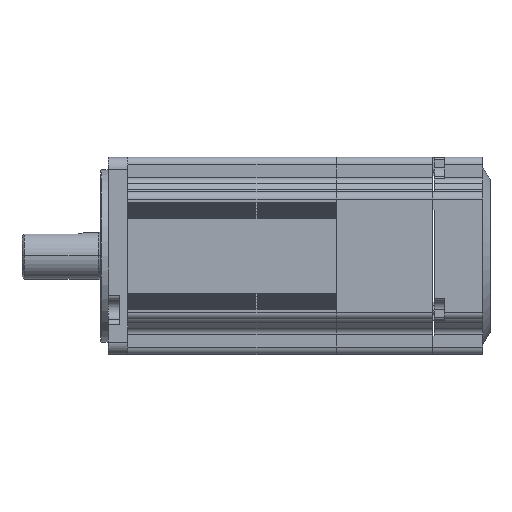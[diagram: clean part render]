
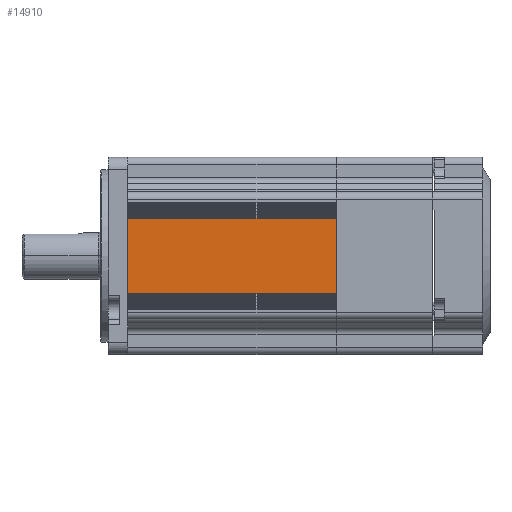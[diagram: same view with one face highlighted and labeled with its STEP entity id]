
A CAD part, top view. The second image highlights one B-rep face of the part: STEP entity #14910.
In plain terms, the highlighted planar face has unit normal (0, 0, 1).
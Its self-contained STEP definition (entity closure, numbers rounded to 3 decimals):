
#28 = LINE ( 'NONE', #3577, #8181 ) ;
#131 = VECTOR ( 'NONE', #5714, 1000. ) ;
#1003 = LINE ( 'NONE', #3897, #11306 ) ;
#2570 = FACE_OUTER_BOUND ( 'NONE', #3760, .T. ) ;
#2878 = ORIENTED_EDGE ( 'NONE', *, *, #19445, .T. ) ;
#3577 = CARTESIAN_POINT ( 'NONE',  ( -29.388, 9.197, 212. ) ) ;
#3675 = DIRECTION ( 'NONE',  ( 0., 1., 0. ) ) ;
#3688 = CARTESIAN_POINT ( 'NONE',  ( -113.889, 50.397, 212. ) ) ;
#3736 = EDGE_CURVE ( 'NONE', #16455, #11079, #17017, .T. ) ;
#3760 = EDGE_LOOP ( 'NONE', ( #16395, #15329, #2878, #15778 ) ) ;
#3897 = CARTESIAN_POINT ( 'NONE',  ( -29.389, 50.397, 212. ) ) ;
#5714 = DIRECTION ( 'NONE',  ( 0., 1., 0. ) ) ;
#6973 = VERTEX_POINT ( 'NONE', #16405 ) ;
#7280 = DIRECTION ( 'NONE',  ( -1., 0., 0. ) ) ;
#7570 = CARTESIAN_POINT ( 'NONE',  ( -113.889, 9.197, 212. ) ) ;
#8181 = VECTOR ( 'NONE', #7280, 1000. ) ;
#8370 = CARTESIAN_POINT ( 'NONE',  ( -29.388, 39.597, 212. ) ) ;
#10244 = CARTESIAN_POINT ( 'NONE',  ( -113.889, 39.597, 212. ) ) ;
#10435 = VERTEX_POINT ( 'NONE', #16988 ) ;
#10615 = EDGE_CURVE ( 'NONE', #10435, #6973, #1003, .T. ) ;
#11072 = CARTESIAN_POINT ( 'NONE',  ( -113.889, 50.397, 212. ) ) ;
#11079 = VERTEX_POINT ( 'NONE', #10244 ) ;
#11306 = VECTOR ( 'NONE', #3675, 1000. ) ;
#11628 = VECTOR ( 'NONE', #11953, 1000. ) ;
#11953 = DIRECTION ( 'NONE',  ( -1., 0., 0. ) ) ;
#12853 = DIRECTION ( 'NONE',  ( 0., 0., -1. ) ) ;
#14378 = PLANE ( 'NONE',  #20507 ) ;
#14910 = ADVANCED_FACE ( 'NONE', ( #2570 ), #14378, .F. ) ;
#15329 = ORIENTED_EDGE ( 'NONE', *, *, #10615, .T. ) ;
#15778 = ORIENTED_EDGE ( 'NONE', *, *, #3736, .F. ) ;
#16395 = ORIENTED_EDGE ( 'NONE', *, *, #16851, .F. ) ;
#16405 = CARTESIAN_POINT ( 'NONE',  ( -29.389, 39.597, 212. ) ) ;
#16455 = VERTEX_POINT ( 'NONE', #7570 ) ;
#16851 = EDGE_CURVE ( 'NONE', #10435, #16455, #28, .T. ) ;
#16988 = CARTESIAN_POINT ( 'NONE',  ( -29.389, 9.197, 212. ) ) ;
#17017 = LINE ( 'NONE', #3688, #131 ) ;
#19445 = EDGE_CURVE ( 'NONE', #6973, #11079, #20628, .T. ) ;
#20507 = AXIS2_PLACEMENT_3D ( 'NONE', #11072, #12853, #21630 ) ;
#20628 = LINE ( 'NONE', #8370, #11628 ) ;
#21630 = DIRECTION ( 'NONE',  ( 0., -1., 0. ) ) ;
